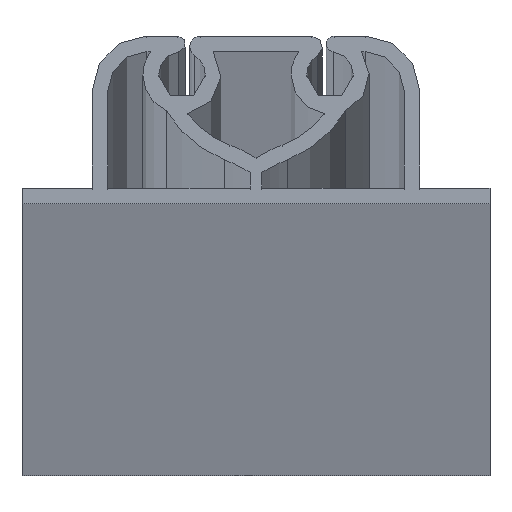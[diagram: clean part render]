
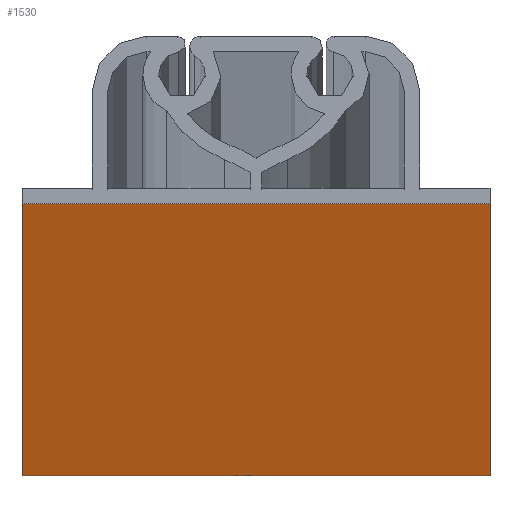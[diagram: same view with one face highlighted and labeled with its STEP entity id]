
A CAD part, top view. The second image highlights one B-rep face of the part: STEP entity #1530.
In plain terms, the highlighted planar face has unit normal (0, -1, 0).
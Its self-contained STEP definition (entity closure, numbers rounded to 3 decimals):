
#172 = EDGE_CURVE ( 'NONE', #259, #261, #264, .T. ) ;
#183 = EDGE_CURVE ( 'NONE', #900, #899, #297, .T. ) ;
#234 = ORIENTED_EDGE ( 'NONE', *, *, #172, .F. ) ;
#236 = ORIENTED_EDGE ( 'NONE', *, *, #183, .T. ) ;
#237 = ORIENTED_EDGE ( 'NONE', *, *, #1212, .F. ) ;
#239 = ORIENTED_EDGE ( 'NONE', *, *, #1214, .T. ) ;
#259 = VERTEX_POINT ( 'NONE', #304 ) ;
#261 = VERTEX_POINT ( 'NONE', #306 ) ;
#264 = LINE ( 'NONE', #265, #502 ) ;
#265 = CARTESIAN_POINT ( 'NONE',  ( -30., -21.5, 10000. ) ) ;
#266 = DIRECTION ( 'NONE',  ( 1., 0., 0. ) ) ;
#297 = LINE ( 'NONE', #298, #588 ) ;
#298 = CARTESIAN_POINT ( 'NONE',  ( -30., -21.5, -10000. ) ) ;
#299 = DIRECTION ( 'NONE',  ( 1., 0., 0. ) ) ;
#304 = CARTESIAN_POINT ( 'NONE',  ( -30., -21.5, 10000. ) ) ;
#306 = CARTESIAN_POINT ( 'NONE',  ( 30., -21.5, 10000. ) ) ;
#502 = VECTOR ( 'NONE', #266, 1000. ) ;
#588 = VECTOR ( 'NONE', #299, 1000. ) ;
#620 = FACE_OUTER_BOUND ( 'NONE', #1115, .T. ) ;
#625 = AXIS2_PLACEMENT_3D ( 'NONE', #856, #857, #858 ) ;
#804 = LINE ( 'NONE', #805, #1028 ) ;
#805 = CARTESIAN_POINT ( 'NONE',  ( 30., -21.5, 10000. ) ) ;
#806 = DIRECTION ( 'NONE',  ( 0., 0., -1. ) ) ;
#810 = LINE ( 'NONE', #811, #1031 ) ;
#811 = CARTESIAN_POINT ( 'NONE',  ( -30., -21.5, 10000. ) ) ;
#812 = DIRECTION ( 'NONE',  ( 0., 0., -1. ) ) ;
#855 = PLANE ( 'NONE',  #625 ) ;
#856 = CARTESIAN_POINT ( 'NONE',  ( -30., -21.5, 10000. ) ) ;
#857 = DIRECTION ( 'NONE',  ( 0., 1., 0. ) ) ;
#858 = DIRECTION ( 'NONE',  ( 0., 0., 1. ) ) ;
#899 = VERTEX_POINT ( 'NONE', #1480 ) ;
#900 = VERTEX_POINT ( 'NONE', #1481 ) ;
#1028 = VECTOR ( 'NONE', #806, 1000. ) ;
#1031 = VECTOR ( 'NONE', #812, 1000. ) ;
#1115 = EDGE_LOOP ( 'NONE', ( #236, #237, #234, #239 ) ) ;
#1212 = EDGE_CURVE ( 'NONE', #261, #899, #804, .T. ) ;
#1214 = EDGE_CURVE ( 'NONE', #259, #900, #810, .T. ) ;
#1480 = CARTESIAN_POINT ( 'NONE',  ( 30., -21.5, -10000. ) ) ;
#1481 = CARTESIAN_POINT ( 'NONE',  ( -30., -21.5, -10000. ) ) ;
#1530 = ADVANCED_FACE ( 'NONE', ( #620 ), #855, .F. ) ;
